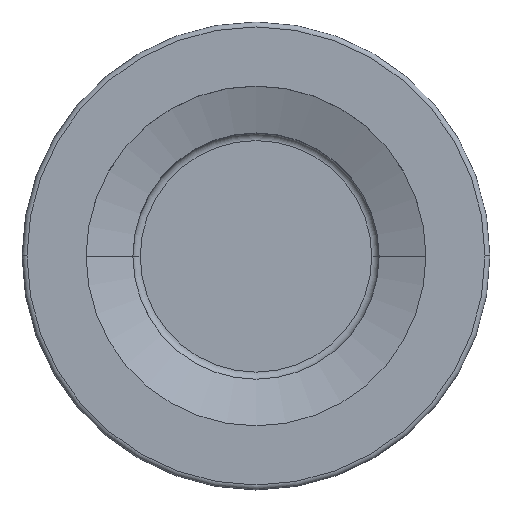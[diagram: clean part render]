
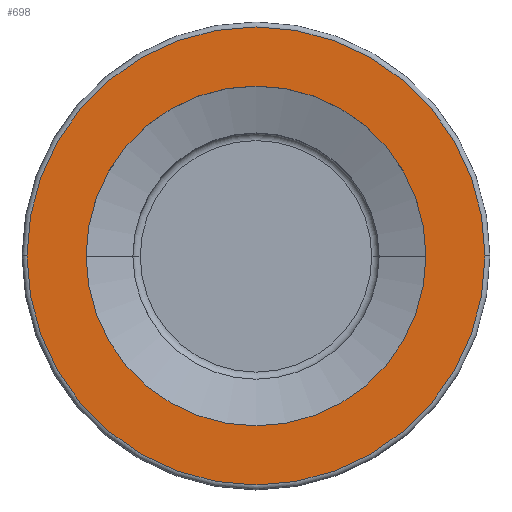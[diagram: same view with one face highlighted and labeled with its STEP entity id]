
A CAD part, top view. The second image highlights one B-rep face of the part: STEP entity #698.
In plain terms, the highlighted planar face has unit normal (0, 0, 1).
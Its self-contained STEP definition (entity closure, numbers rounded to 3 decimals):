
#295 = CARTESIAN_POINT ( 'NONE',  ( -9.3, 0., -1. ) ) ;
#310 = ORIENTED_EDGE ( 'NONE', *, *, #4605, .F. ) ;
#347 = CARTESIAN_POINT ( 'NONE',  ( 0., 0., -1. ) ) ;
#348 = CARTESIAN_POINT ( 'NONE',  ( 0., 0., -1. ) ) ;
#619 = AXIS2_PLACEMENT_3D ( 'NONE', #4091, #3267, #5429 ) ;
#698 = ADVANCED_FACE ( 'NONE', ( #815, #3789 ), #1686, .T. ) ;
#789 = CIRCLE ( 'NONE', #2995, 6.9 ) ;
#815 = FACE_BOUND ( 'NONE', #4956, .T. ) ;
#951 = EDGE_LOOP ( 'NONE', ( #5148, #1610 ) ) ;
#966 = DIRECTION ( 'NONE',  ( 1., 0., 0. ) ) ;
#982 = VERTEX_POINT ( 'NONE', #295 ) ;
#1031 = DIRECTION ( 'NONE',  ( 0., 0., 1. ) ) ;
#1046 = EDGE_CURVE ( 'NONE', #4706, #2078, #789, .T. ) ;
#1601 = AXIS2_PLACEMENT_3D ( 'NONE', #1985, #3445, #3331 ) ;
#1610 = ORIENTED_EDGE ( 'NONE', *, *, #2436, .T. ) ;
#1686 = PLANE ( 'NONE',  #619 ) ;
#1985 = CARTESIAN_POINT ( 'NONE',  ( 0., 0., -1. ) ) ;
#2078 = VERTEX_POINT ( 'NONE', #4771 ) ;
#2101 = DIRECTION ( 'NONE',  ( 0., 0., 1. ) ) ;
#2134 = CARTESIAN_POINT ( 'NONE',  ( -6.9, 0., -1. ) ) ;
#2292 = VERTEX_POINT ( 'NONE', #2933 ) ;
#2305 = CIRCLE ( 'NONE', #3006, 9.3 ) ;
#2436 = EDGE_CURVE ( 'NONE', #982, #2292, #2305, .T. ) ;
#2558 = AXIS2_PLACEMENT_3D ( 'NONE', #3908, #3010, #966 ) ;
#2668 = ORIENTED_EDGE ( 'NONE', *, *, #1046, .F. ) ;
#2805 = DIRECTION ( 'NONE',  ( 1., 0., 0. ) ) ;
#2891 = EDGE_CURVE ( 'NONE', #2292, #982, #3310, .T. ) ;
#2933 = CARTESIAN_POINT ( 'NONE',  ( 9.3, 0., -1. ) ) ;
#2995 = AXIS2_PLACEMENT_3D ( 'NONE', #348, #2101, #2805 ) ;
#3006 = AXIS2_PLACEMENT_3D ( 'NONE', #347, #1031, #3657 ) ;
#3010 = DIRECTION ( 'NONE',  ( 0., 0., 1. ) ) ;
#3267 = DIRECTION ( 'NONE',  ( 0., 0., 1. ) ) ;
#3310 = CIRCLE ( 'NONE', #1601, 9.3 ) ;
#3331 = DIRECTION ( 'NONE',  ( 1., 0., 0. ) ) ;
#3445 = DIRECTION ( 'NONE',  ( 0., 0., 1. ) ) ;
#3657 = DIRECTION ( 'NONE',  ( 1., 0., 0. ) ) ;
#3789 = FACE_OUTER_BOUND ( 'NONE', #951, .T. ) ;
#3908 = CARTESIAN_POINT ( 'NONE',  ( 0., 0., -1. ) ) ;
#4091 = CARTESIAN_POINT ( 'NONE',  ( 3.79, 9.957, -1. ) ) ;
#4130 = CIRCLE ( 'NONE', #2558, 6.9 ) ;
#4605 = EDGE_CURVE ( 'NONE', #2078, #4706, #4130, .T. ) ;
#4706 = VERTEX_POINT ( 'NONE', #2134 ) ;
#4771 = CARTESIAN_POINT ( 'NONE',  ( 6.9, 0., -1. ) ) ;
#4956 = EDGE_LOOP ( 'NONE', ( #310, #2668 ) ) ;
#5148 = ORIENTED_EDGE ( 'NONE', *, *, #2891, .T. ) ;
#5429 = DIRECTION ( 'NONE',  ( 1., 0., 0. ) ) ;
